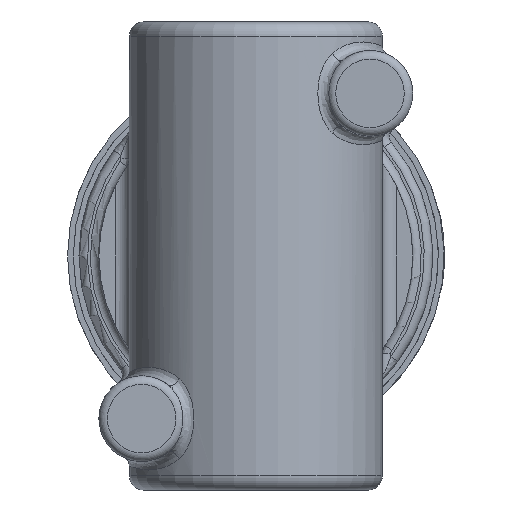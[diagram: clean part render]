
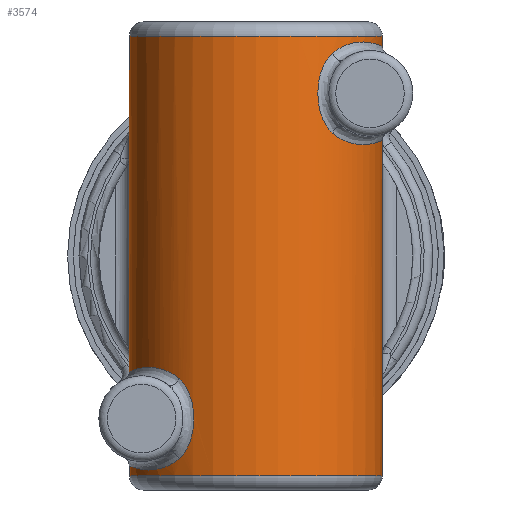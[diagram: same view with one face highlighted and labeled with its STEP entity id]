
A CAD part, front view. The second image highlights one B-rep face of the part: STEP entity #3574.
In plain terms, the highlighted cylindrical face has radius 44.328 mm (diameter 88.656 mm), a partial arc.
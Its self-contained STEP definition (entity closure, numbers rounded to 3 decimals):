
#294=B_SPLINE_CURVE_WITH_KNOTS('',3,(#6599,#6600,#6601,#6602,#6603,#6604,
#6605,#6606),.UNSPECIFIED.,.F.,.F.,(4,1,1,1,1,4),(-4.434,-3.801,
-3.167,-1.9,-0.633,0.),
 .UNSPECIFIED.);
#296=B_SPLINE_CURVE_WITH_KNOTS('',3,(#6666,#6667,#6668,#6669,#6670,#6671,
#6672,#6673),.UNSPECIFIED.,.F.,.F.,(4,1,1,1,1,4),(-3.209,-2.75,
-2.292,-1.375,-0.458,0.),
 .UNSPECIFIED.);
#299=B_SPLINE_CURVE_WITH_KNOTS('',3,(#6741,#6742,#6743,#6744,#6745,#6746,
#6747,#6748),.UNSPECIFIED.,.F.,.F.,(4,1,1,1,1,4),(-12.217,-10.95,
-9.683,-9.05,-8.416,-7.783),
 .UNSPECIFIED.);
#310=B_SPLINE_CURVE_WITH_KNOTS('',3,(#7056,#7057,#7058,#7059,#7060,#7061,
#7062,#7063),.UNSPECIFIED.,.F.,.F.,(4,1,1,1,1,4),(-4.434,-3.801,
-3.167,-1.9,-0.633,0.),
 .UNSPECIFIED.);
#312=B_SPLINE_CURVE_WITH_KNOTS('',3,(#7123,#7124,#7125,#7126,#7127,#7128,
#7129,#7130),.UNSPECIFIED.,.F.,.F.,(4,1,1,1,1,4),(-3.209,-2.75,
-2.292,-1.375,-0.458,0.),
 .UNSPECIFIED.);
#315=B_SPLINE_CURVE_WITH_KNOTS('',3,(#7191,#7192,#7193,#7194,#7195,#7196,
#7197),.UNSPECIFIED.,.F.,.F.,(4,1,1,1,4),(-12.217,-10.95,
-9.683,-8.416,-7.783),.UNSPECIFIED.);
#503=FACE_OUTER_BOUND('',#725,.T.);
#725=EDGE_LOOP('',(#3036,#3037,#3038,#3039,#3040,#3041,#3042,#3043,#3044,
#3045,#3046,#3047));
#899=CIRCLE('',#3921,44.328);
#902=CIRCLE('',#3927,44.328);
#1091=LINE('',#7333,#1291);
#1102=LINE('',#7385,#1302);
#1129=LINE('',#7568,#1329);
#1130=LINE('',#7570,#1330);
#1291=VECTOR('',#4632,10.);
#1302=VECTOR('',#4665,10.);
#1329=VECTOR('',#4846,10.);
#1330=VECTOR('',#4849,10.);
#1524=VERTEX_POINT('',#6545);
#1526=VERTEX_POINT('',#6597);
#1528=VERTEX_POINT('',#6664);
#1530=VERTEX_POINT('',#6739);
#1567=VERTEX_POINT('',#7002);
#1569=VERTEX_POINT('',#7054);
#1571=VERTEX_POINT('',#7121);
#1573=VERTEX_POINT('',#7189);
#1587=VERTEX_POINT('',#7332);
#1598=VERTEX_POINT('',#7384);
#1607=VERTEX_POINT('',#7457);
#1608=VERTEX_POINT('',#7465);
#1918=EDGE_CURVE('',#1526,#1524,#294,.T.);
#1921=EDGE_CURVE('',#1528,#1526,#296,.T.);
#1925=EDGE_CURVE('',#1530,#1528,#299,.T.);
#1988=EDGE_CURVE('',#1569,#1567,#310,.T.);
#1991=EDGE_CURVE('',#1571,#1569,#312,.T.);
#1995=EDGE_CURVE('',#1573,#1571,#315,.T.);
#2022=EDGE_CURVE('',#1524,#1587,#1091,.T.);
#2040=EDGE_CURVE('',#1598,#1567,#1102,.T.);
#2058=EDGE_CURVE('',#1598,#1607,#899,.T.);
#2062=EDGE_CURVE('',#1587,#1608,#902,.T.);
#2100=EDGE_CURVE('',#1573,#1608,#1129,.T.);
#2101=EDGE_CURVE('',#1607,#1530,#1130,.T.);
#3036=ORIENTED_EDGE('',*,*,#1925,.F.);
#3037=ORIENTED_EDGE('',*,*,#2101,.F.);
#3038=ORIENTED_EDGE('',*,*,#2058,.F.);
#3039=ORIENTED_EDGE('',*,*,#2040,.T.);
#3040=ORIENTED_EDGE('',*,*,#1988,.F.);
#3041=ORIENTED_EDGE('',*,*,#1991,.F.);
#3042=ORIENTED_EDGE('',*,*,#1995,.F.);
#3043=ORIENTED_EDGE('',*,*,#2100,.T.);
#3044=ORIENTED_EDGE('',*,*,#2062,.F.);
#3045=ORIENTED_EDGE('',*,*,#2022,.F.);
#3046=ORIENTED_EDGE('',*,*,#1918,.F.);
#3047=ORIENTED_EDGE('',*,*,#1921,.F.);
#3223=CYLINDRICAL_SURFACE('',#3979,44.328);
#3574=ADVANCED_FACE('',(#503),#3223,.T.);
#3921=AXIS2_PLACEMENT_3D('',#7459,#4709,#4710);
#3927=AXIS2_PLACEMENT_3D('',#7467,#4722,#4723);
#3979=AXIS2_PLACEMENT_3D('',#7569,#4847,#4848);
#4632=DIRECTION('',(0.,0.,1.));
#4665=DIRECTION('',(0.,0.,1.));
#4709=DIRECTION('center_axis',(0.,0.,-1.));
#4710=DIRECTION('ref_axis',(0.,-1.,0.));
#4722=DIRECTION('center_axis',(0.,0.,1.));
#4723=DIRECTION('ref_axis',(0.,-1.,0.));
#4846=DIRECTION('',(0.,0.,1.));
#4847=DIRECTION('center_axis',(0.,0.,1.));
#4848=DIRECTION('ref_axis',(1.,0.,0.));
#4849=DIRECTION('',(0.,0.,1.));
#6545=CARTESIAN_POINT('',(-44.328,0.,-40.559));
#6597=CARTESIAN_POINT('',(-26.833,-35.284,-43.03));
#6599=CARTESIAN_POINT('Ctrl Pts',(-26.833,-35.284,-43.03));
#6600=CARTESIAN_POINT('Ctrl Pts',(-28.155,-34.279,-41.883));
#6601=CARTESIAN_POINT('Ctrl Pts',(-30.948,-31.91,-40.172));
#6602=CARTESIAN_POINT('Ctrl Pts',(-36.224,-26.085,-38.7));
#6603=CARTESIAN_POINT('Ctrl Pts',(-41.316,-17.477,-39.247));
#6604=CARTESIAN_POINT('Ctrl Pts',(-43.926,-7.917,-40.369));
#6605=CARTESIAN_POINT('Ctrl Pts',(-44.328,-1.978,-40.559));
#6606=CARTESIAN_POINT('Ctrl Pts',(-44.328,0.,-40.559));
#6664=CARTESIAN_POINT('',(-26.833,-35.284,-70.97));
#6666=CARTESIAN_POINT('Ctrl Pts',(-26.833,-35.284,-70.97));
#6667=CARTESIAN_POINT('Ctrl Pts',(-25.876,-36.012,-70.14));
#6668=CARTESIAN_POINT('Ctrl Pts',(-24.19,-37.175,-67.934));
#6669=CARTESIAN_POINT('Ctrl Pts',(-21.956,-38.529,-62.423));
#6670=CARTESIAN_POINT('Ctrl Pts',(-21.271,-38.878,-54.65));
#6671=CARTESIAN_POINT('Ctrl Pts',(-23.344,-37.747,-47.198));
#6672=CARTESIAN_POINT('Ctrl Pts',(-25.876,-36.012,-43.86));
#6673=CARTESIAN_POINT('Ctrl Pts',(-26.833,-35.284,-43.03));
#6739=CARTESIAN_POINT('',(-44.328,0.,-73.441));
#6741=CARTESIAN_POINT('Ctrl Pts',(-44.328,0.,-73.441));
#6742=CARTESIAN_POINT('Ctrl Pts',(-44.328,-3.956,-73.441));
#6743=CARTESIAN_POINT('Ctrl Pts',(-43.262,-11.851,-74.012));
#6744=CARTESIAN_POINT('Ctrl Pts',(-39.391,-20.996,-75.12));
#6745=CARTESIAN_POINT('Ctrl Pts',(-34.899,-27.547,-74.936));
#6746=CARTESIAN_POINT('Ctrl Pts',(-30.951,-31.907,-73.826));
#6747=CARTESIAN_POINT('Ctrl Pts',(-28.155,-34.279,-72.117));
#6748=CARTESIAN_POINT('Ctrl Pts',(-26.833,-35.284,-70.97));
#7002=CARTESIAN_POINT('',(44.328,0.,40.559));
#7054=CARTESIAN_POINT('',(26.833,-35.284,43.03));
#7056=CARTESIAN_POINT('Ctrl Pts',(26.833,-35.284,43.03));
#7057=CARTESIAN_POINT('Ctrl Pts',(28.155,-34.279,41.883));
#7058=CARTESIAN_POINT('Ctrl Pts',(30.948,-31.91,40.172));
#7059=CARTESIAN_POINT('Ctrl Pts',(36.224,-26.085,38.7));
#7060=CARTESIAN_POINT('Ctrl Pts',(41.316,-17.477,39.247));
#7061=CARTESIAN_POINT('Ctrl Pts',(43.926,-7.917,40.369));
#7062=CARTESIAN_POINT('Ctrl Pts',(44.328,-1.978,40.559));
#7063=CARTESIAN_POINT('Ctrl Pts',(44.328,0.,40.559));
#7121=CARTESIAN_POINT('',(26.833,-35.284,70.97));
#7123=CARTESIAN_POINT('Ctrl Pts',(26.833,-35.284,70.97));
#7124=CARTESIAN_POINT('Ctrl Pts',(25.876,-36.012,70.14));
#7125=CARTESIAN_POINT('Ctrl Pts',(24.19,-37.175,67.934));
#7126=CARTESIAN_POINT('Ctrl Pts',(21.956,-38.529,62.423));
#7127=CARTESIAN_POINT('Ctrl Pts',(21.271,-38.878,54.65));
#7128=CARTESIAN_POINT('Ctrl Pts',(23.344,-37.747,47.198));
#7129=CARTESIAN_POINT('Ctrl Pts',(25.876,-36.012,43.86));
#7130=CARTESIAN_POINT('Ctrl Pts',(26.833,-35.284,43.03));
#7189=CARTESIAN_POINT('',(44.328,0.,73.441));
#7191=CARTESIAN_POINT('Ctrl Pts',(44.328,0.,73.441));
#7192=CARTESIAN_POINT('Ctrl Pts',(44.328,-3.956,73.441));
#7193=CARTESIAN_POINT('Ctrl Pts',(43.252,-11.854,74.014));
#7194=CARTESIAN_POINT('Ctrl Pts',(38.637,-22.817,75.337));
#7195=CARTESIAN_POINT('Ctrl Pts',(32.378,-30.711,74.675));
#7196=CARTESIAN_POINT('Ctrl Pts',(28.155,-34.279,72.117));
#7197=CARTESIAN_POINT('Ctrl Pts',(26.833,-35.284,70.97));
#7332=CARTESIAN_POINT('',(-44.328,0.,77.));
#7333=CARTESIAN_POINT('',(-44.328,0.,0.));
#7384=CARTESIAN_POINT('',(44.328,0.,-77.));
#7385=CARTESIAN_POINT('',(44.328,0.,0.));
#7457=CARTESIAN_POINT('',(-44.328,0.,-77.));
#7459=CARTESIAN_POINT('Origin',(0.,0.,-77.));
#7465=CARTESIAN_POINT('',(44.328,0.,77.));
#7467=CARTESIAN_POINT('Origin',(0.,0.,77.));
#7568=CARTESIAN_POINT('',(44.328,0.,0.));
#7569=CARTESIAN_POINT('Origin',(0.,0.,0.));
#7570=CARTESIAN_POINT('',(-44.328,0.,0.));
